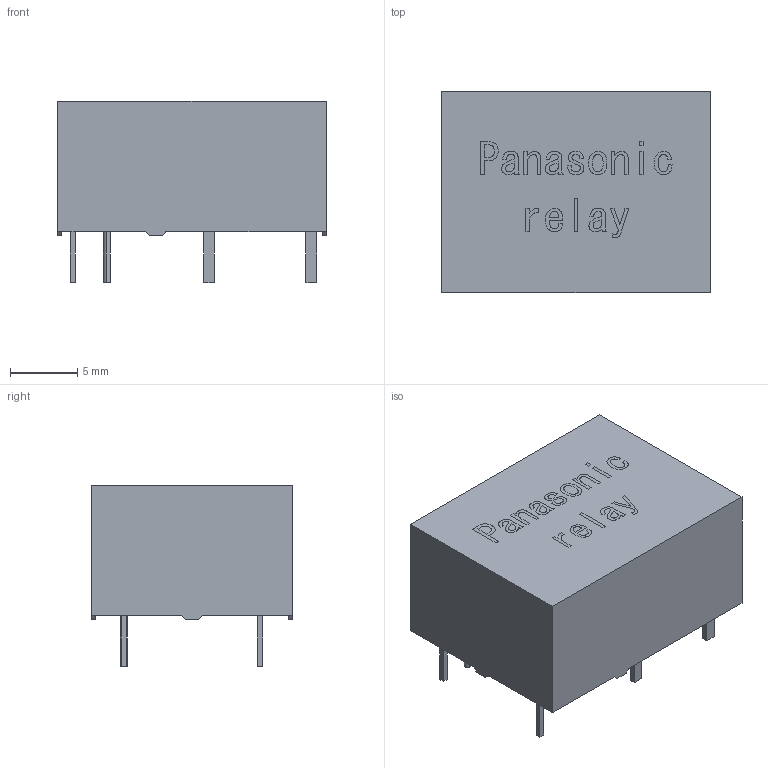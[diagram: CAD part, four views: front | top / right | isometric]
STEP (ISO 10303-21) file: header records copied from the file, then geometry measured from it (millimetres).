
FILE_DESCRIPTION (( 'STEP AP214' ), '1' );
FILE_NAME ('aw322・.step', '2020-04-02T01:02:02', ( '' ), ( '(C)Panasonic Corporation 2020' ), '', '', '' );
FILE_SCHEMA (( 'AUTOMOTIVE_DESIGN' ));
Length unit declared in the file: millimetre
Products named in the file (1): aw322・
Bounding box: 20 x 15 x 13.5 mm (x, y, z)
Volume: 2917.3 mm3; surface area: 1337.1 mm2
Topology: 1 solids, 1 shells, 316 faces, 858 edges, 572 vertices
Faces by surface type: bspline 171, plane 143, cylinder 2
Entity records: 14762 total; most frequent: CARTESIAN_POINT 7926, ORIENTED_EDGE 1716, EDGE_CURVE 858, DIRECTION 812, VERTEX_POINT 572, LINE 512, VECTOR 512, EDGE_LOOP 344
